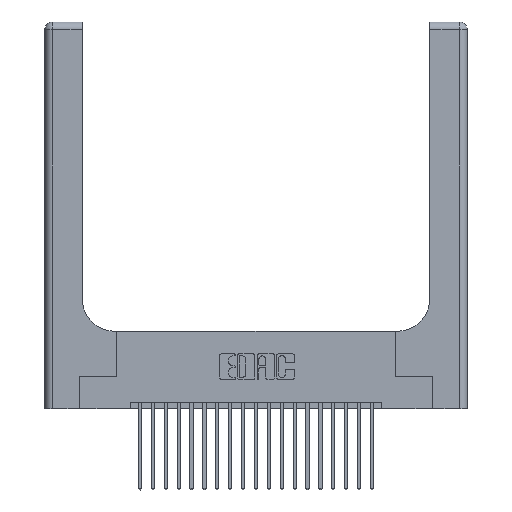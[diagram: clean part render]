
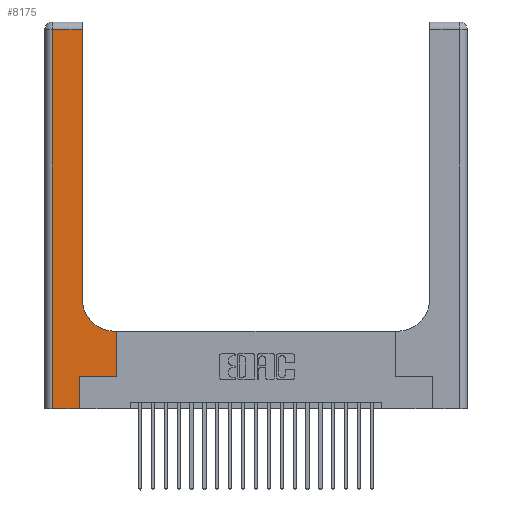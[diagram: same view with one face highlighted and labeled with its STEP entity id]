
A CAD part, top view. The second image highlights one B-rep face of the part: STEP entity #8175.
In plain terms, the highlighted planar face has unit normal (0, 0, 1).
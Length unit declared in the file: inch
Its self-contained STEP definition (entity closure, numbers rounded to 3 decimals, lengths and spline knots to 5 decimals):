
#269 = VECTOR ( 'NONE', #13903, 39.37008 ) ;
#408 = ORIENTED_EDGE ( 'NONE', *, *, #8121, .T. ) ;
#444 = AXIS2_PLACEMENT_3D ( 'NONE', #11841, #4496, #19075 ) ;
#461 = EDGE_CURVE ( 'NONE', #6011, #22200, #10281, .T. ) ;
#570 = EDGE_CURVE ( 'NONE', #17771, #21397, #4136, .T. ) ;
#1171 = LINE ( 'NONE', #5582, #9554 ) ;
#1284 = EDGE_CURVE ( 'NONE', #18158, #17771, #4140, .T. ) ;
#1455 = CARTESIAN_POINT ( 'NONE',  ( 0.5585, 0.6, 0.37 ) ) ;
#1765 = CARTESIAN_POINT ( 'NONE',  ( 0., 0., 0.37 ) ) ;
#2236 = FACE_OUTER_BOUND ( 'NONE', #22142, .T. ) ;
#2258 = CARTESIAN_POINT ( 'NONE',  ( 0.06, 0., 0.37 ) ) ;
#3331 = CARTESIAN_POINT ( 'NONE',  ( 0., 2.94, 0.37 ) ) ;
#4136 = LINE ( 'NONE', #20356, #13121 ) ;
#4140 = CIRCLE ( 'NONE', #10698, 0.25 ) ;
#4302 = ORIENTED_EDGE ( 'NONE', *, *, #20615, .T. ) ;
#4404 = ORIENTED_EDGE ( 'NONE', *, *, #14495, .T. ) ;
#4496 = DIRECTION ( 'NONE',  ( 0., 0., -1. ) ) ;
#5218 = CARTESIAN_POINT ( 'NONE',  ( 0.5415, 0.6, 0.37 ) ) ;
#5270 = CARTESIAN_POINT ( 'NONE',  ( 0.2915, 2.94, 0.37 ) ) ;
#5582 = CARTESIAN_POINT ( 'NONE',  ( 0.269, 0.25, 0.37 ) ) ;
#5600 = CARTESIAN_POINT ( 'NONE',  ( 0.5585, 0.25, 0.37 ) ) ;
#5987 = DIRECTION ( 'NONE',  ( 0., 1., 0. ) ) ;
#6011 = VERTEX_POINT ( 'NONE', #2258 ) ;
#7057 = LINE ( 'NONE', #23183, #10693 ) ;
#7765 = CARTESIAN_POINT ( 'NONE',  ( 0.5585, 0.25, 0.37 ) ) ;
#8121 = EDGE_CURVE ( 'NONE', #21397, #11119, #22399, .T. ) ;
#8175 = ADVANCED_FACE ( 'NONE', ( #2236 ), #22150, .F. ) ;
#9108 = CARTESIAN_POINT ( 'NONE',  ( 0.5415, 0.85, 0.37 ) ) ;
#9391 = CARTESIAN_POINT ( 'NONE',  ( 0.2915, 0.85, 0.37 ) ) ;
#9494 = DIRECTION ( 'NONE',  ( 0., 1., 0. ) ) ;
#9554 = VECTOR ( 'NONE', #11199, 39.37008 ) ;
#9619 = CARTESIAN_POINT ( 'NONE',  ( 0.269, 0., 0.37 ) ) ;
#10281 = LINE ( 'NONE', #1765, #14780 ) ;
#10639 = ORIENTED_EDGE ( 'NONE', *, *, #570, .T. ) ;
#10664 = VECTOR ( 'NONE', #9494, 39.37008 ) ;
#10693 = VECTOR ( 'NONE', #12311, 39.37008 ) ;
#10698 = AXIS2_PLACEMENT_3D ( 'NONE', #9108, #11025, #21656 ) ;
#11025 = DIRECTION ( 'NONE',  ( 0., 0., -1. ) ) ;
#11119 = VERTEX_POINT ( 'NONE', #12081 ) ;
#11199 = DIRECTION ( 'NONE',  ( 1., 0., 0. ) ) ;
#11841 = CARTESIAN_POINT ( 'NONE',  ( 0., 3., 0.37 ) ) ;
#11873 = ORIENTED_EDGE ( 'NONE', *, *, #461, .T. ) ;
#12081 = CARTESIAN_POINT ( 'NONE',  ( 0.06, 2.94, 0.37 ) ) ;
#12311 = DIRECTION ( 'NONE',  ( -1., 0., 0. ) ) ;
#12935 = EDGE_CURVE ( 'NONE', #16839, #18158, #7057, .T. ) ;
#13008 = EDGE_CURVE ( 'NONE', #13277, #15911, #1171, .T. ) ;
#13121 = VECTOR ( 'NONE', #5987, 39.37008 ) ;
#13277 = VERTEX_POINT ( 'NONE', #14894 ) ;
#13903 = DIRECTION ( 'NONE',  ( -1., 0., 0. ) ) ;
#13939 = LINE ( 'NONE', #18928, #21756 ) ;
#14495 = EDGE_CURVE ( 'NONE', #22200, #13277, #21237, .T. ) ;
#14780 = VECTOR ( 'NONE', #17809, 39.37008 ) ;
#14894 = CARTESIAN_POINT ( 'NONE',  ( 0.269, 0.25, 0.37 ) ) ;
#14991 = ORIENTED_EDGE ( 'NONE', *, *, #1284, .T. ) ;
#15911 = VERTEX_POINT ( 'NONE', #5600 ) ;
#16839 = VERTEX_POINT ( 'NONE', #1455 ) ;
#17059 = DIRECTION ( 'NONE',  ( 0., -1., 0. ) ) ;
#17763 = ORIENTED_EDGE ( 'NONE', *, *, #13008, .T. ) ;
#17771 = VERTEX_POINT ( 'NONE', #9391 ) ;
#17809 = DIRECTION ( 'NONE',  ( 1., 0., 0. ) ) ;
#18158 = VERTEX_POINT ( 'NONE', #5218 ) ;
#18928 = CARTESIAN_POINT ( 'NONE',  ( 0.06, 3., 0.37 ) ) ;
#19010 = EDGE_CURVE ( 'NONE', #15911, #16839, #22143, .T. ) ;
#19075 = DIRECTION ( 'NONE',  ( -1., 0., 0. ) ) ;
#19767 = CARTESIAN_POINT ( 'NONE',  ( 0.269, 0., 0.37 ) ) ;
#20253 = ORIENTED_EDGE ( 'NONE', *, *, #19010, .T. ) ;
#20356 = CARTESIAN_POINT ( 'NONE',  ( 0.2915, 3., 0.37 ) ) ;
#20382 = VECTOR ( 'NONE', #21418, 39.37008 ) ;
#20615 = EDGE_CURVE ( 'NONE', #11119, #6011, #13939, .T. ) ;
#21237 = LINE ( 'NONE', #19767, #20382 ) ;
#21397 = VERTEX_POINT ( 'NONE', #5270 ) ;
#21418 = DIRECTION ( 'NONE',  ( 0., 1., 0. ) ) ;
#21656 = DIRECTION ( 'NONE',  ( 1., 0., 0. ) ) ;
#21756 = VECTOR ( 'NONE', #17059, 39.37008 ) ;
#21933 = ORIENTED_EDGE ( 'NONE', *, *, #12935, .T. ) ;
#22142 = EDGE_LOOP ( 'NONE', ( #10639, #408, #4302, #11873, #4404, #17763, #20253, #21933, #14991 ) ) ;
#22143 = LINE ( 'NONE', #7765, #10664 ) ;
#22150 = PLANE ( 'NONE',  #444 ) ;
#22200 = VERTEX_POINT ( 'NONE', #9619 ) ;
#22399 = LINE ( 'NONE', #3331, #269 ) ;
#23183 = CARTESIAN_POINT ( 'NONE',  ( 0.2915, 0.6, 0.37 ) ) ;
